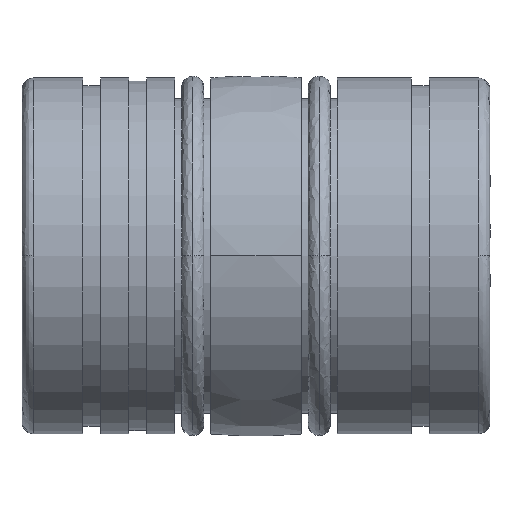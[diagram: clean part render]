
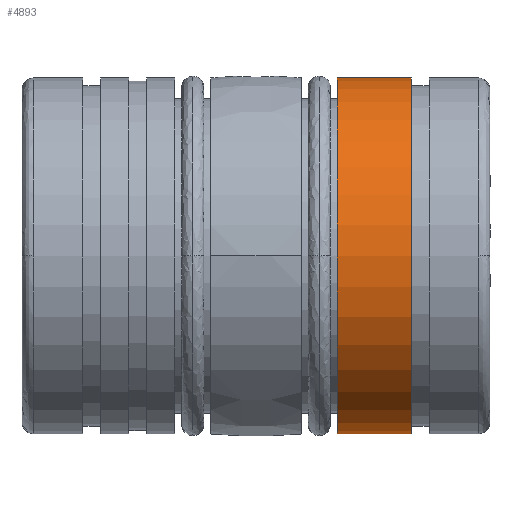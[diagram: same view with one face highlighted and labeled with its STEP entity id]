
A CAD part, left-side view. The second image highlights one B-rep face of the part: STEP entity #4893.
In plain terms, the highlighted cylindrical face has radius 15.625 mm (diameter 31.25 mm), a partial arc.
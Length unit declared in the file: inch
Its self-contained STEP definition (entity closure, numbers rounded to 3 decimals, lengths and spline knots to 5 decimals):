
#168 = VERTEX_POINT ( 'NONE', #4362 ) ;
#218 = CARTESIAN_POINT ( 'NONE',  ( 0., -0.53701, -0.61516 ) ) ;
#270 = AXIS2_PLACEMENT_3D ( 'NONE', #3552, #810, #4823 ) ;
#810 = DIRECTION ( 'NONE',  ( 0., -1., 0. ) ) ;
#1021 = CYLINDRICAL_SURFACE ( 'NONE', #5539, 0.61516 ) ;
#1155 = VECTOR ( 'NONE', #5069, 39.37008 ) ;
#1195 = CARTESIAN_POINT ( 'NONE',  ( 0., 0., -0.61516 ) ) ;
#1359 = EDGE_CURVE ( 'NONE', #7989, #1373, #5046, .T. ) ;
#1373 = VERTEX_POINT ( 'NONE', #7144 ) ;
#1995 = ORIENTED_EDGE ( 'NONE', *, *, #1359, .T. ) ;
#2138 = LINE ( 'NONE', #5044, #1155 ) ;
#2501 = FACE_OUTER_BOUND ( 'NONE', #5157, .T. ) ;
#2587 = CARTESIAN_POINT ( 'NONE',  ( 0., -0.2811, -0.61516 ) ) ;
#2651 = DIRECTION ( 'NONE',  ( 0., -1., 0. ) ) ;
#3025 = LINE ( 'NONE', #1195, #6562 ) ;
#3420 = ORIENTED_EDGE ( 'NONE', *, *, #5523, .F. ) ;
#3441 = VERTEX_POINT ( 'NONE', #2587 ) ;
#3552 = CARTESIAN_POINT ( 'NONE',  ( 0., -0.2811, 0. ) ) ;
#4362 = CARTESIAN_POINT ( 'NONE',  ( 0., -0.2811, 0.61516 ) ) ;
#4612 = CARTESIAN_POINT ( 'NONE',  ( 0., -0.53701, 0. ) ) ;
#4706 = EDGE_CURVE ( 'NONE', #3441, #7989, #3025, .T. ) ;
#4775 = CIRCLE ( 'NONE', #270, 0.61516 ) ;
#4793 = DIRECTION ( 'NONE',  ( 0., -1., 0. ) ) ;
#4823 = DIRECTION ( 'NONE',  ( 0., 0., -1. ) ) ;
#4893 = ADVANCED_FACE ( 'NONE', ( #2501 ), #1021, .T. ) ;
#5044 = CARTESIAN_POINT ( 'NONE',  ( 0., 0., 0.61516 ) ) ;
#5046 = CIRCLE ( 'NONE', #6446, 0.61516 ) ;
#5069 = DIRECTION ( 'NONE',  ( 0., -1., 0. ) ) ;
#5157 = EDGE_LOOP ( 'NONE', ( #3420, #8284, #6064, #1995 ) ) ;
#5207 = DIRECTION ( 'NONE',  ( 0., 0., -1. ) ) ;
#5523 = EDGE_CURVE ( 'NONE', #168, #1373, #2138, .T. ) ;
#5539 = AXIS2_PLACEMENT_3D ( 'NONE', #5548, #4793, #6861 ) ;
#5548 = CARTESIAN_POINT ( 'NONE',  ( 0., 0., 0. ) ) ;
#5911 = DIRECTION ( 'NONE',  ( 0., 1., 0. ) ) ;
#6064 = ORIENTED_EDGE ( 'NONE', *, *, #4706, .T. ) ;
#6446 = AXIS2_PLACEMENT_3D ( 'NONE', #4612, #5911, #5207 ) ;
#6562 = VECTOR ( 'NONE', #2651, 39.37008 ) ;
#6861 = DIRECTION ( 'NONE',  ( 0., 0., -1. ) ) ;
#7144 = CARTESIAN_POINT ( 'NONE',  ( 0., -0.53701, 0.61516 ) ) ;
#7908 = EDGE_CURVE ( 'NONE', #168, #3441, #4775, .T. ) ;
#7989 = VERTEX_POINT ( 'NONE', #218 ) ;
#8284 = ORIENTED_EDGE ( 'NONE', *, *, #7908, .T. ) ;
